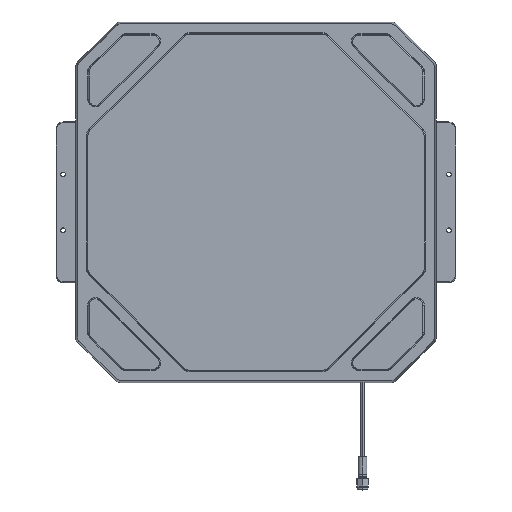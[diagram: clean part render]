
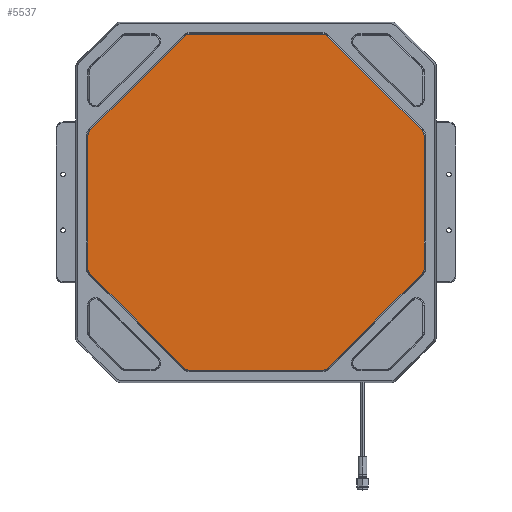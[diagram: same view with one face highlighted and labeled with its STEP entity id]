
A CAD part, top view. The second image highlights one B-rep face of the part: STEP entity #5537.
In plain terms, the highlighted planar face has unit normal (0, 0, 1).
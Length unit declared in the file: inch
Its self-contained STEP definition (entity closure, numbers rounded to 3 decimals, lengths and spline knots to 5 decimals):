
#79 = ORIENTED_EDGE ( 'NONE', *, *, #55841, .T. ) ;
#1255 = CARTESIAN_POINT ( 'NONE',  ( 1.88697, 4.7327, 0. ) ) ;
#4131 = VECTOR ( 'NONE', #5020, 39.37008 ) ;
#5020 = DIRECTION ( 'NONE',  ( -0.707, 0.707, 0. ) ) ;
#5537 = ADVANCED_FACE ( 'NONE', ( #60545 ), #161590, .T. ) ;
#5576 = VECTOR ( 'NONE', #41800, 39.37008 ) ;
#5687 = CARTESIAN_POINT ( 'NONE',  ( 1.88697, -4.55554, 0. ) ) ;
#8307 = EDGE_CURVE ( 'NONE', #127377, #47428, #77940, .T. ) ;
#9471 = LINE ( 'NONE', #85316, #85076 ) ;
#9946 = CARTESIAN_POINT ( 'NONE',  ( -4.68081, -2.01224, 0. ) ) ;
#13472 = CIRCLE ( 'NONE', #99584, 0.17717 ) ;
#13908 = AXIS2_PLACEMENT_3D ( 'NONE', #5687, #109362, #135427 ) ;
#16033 = EDGE_CURVE ( 'NONE', #80131, #24291, #17971, .T. ) ;
#17971 = CIRCLE ( 'NONE', #160428, 0.17717 ) ;
#18486 = CARTESIAN_POINT ( 'NONE',  ( 4.68081, 2.01224, 0. ) ) ;
#20668 = CARTESIAN_POINT ( 'NONE',  ( -2.01224, 4.68081, 0. ) ) ;
#21195 = CARTESIAN_POINT ( 'NONE',  ( 4.55554, 1.88697, 0. ) ) ;
#22467 = DIRECTION ( 'NONE',  ( 0., 1., 0. ) ) ;
#24291 = VERTEX_POINT ( 'NONE', #97059 ) ;
#24418 = CIRCLE ( 'NONE', #51241, 0.17717 ) ;
#25354 = EDGE_LOOP ( 'NONE', ( #127832, #79, #99980, #85117, #103026, #138131, #30089, #150121, #70978, #77986, #97773, #57939, #130735, #159551, #84262, #146023 ) ) ;
#29897 = DIRECTION ( 'NONE',  ( 0., 0., 1. ) ) ;
#30089 = ORIENTED_EDGE ( 'NONE', *, *, #107734, .T. ) ;
#33069 = DIRECTION ( 'NONE',  ( 0., 0., 1. ) ) ;
#36787 = DIRECTION ( 'NONE',  ( 0.707, 0.707, 0. ) ) ;
#36799 = VERTEX_POINT ( 'NONE', #20668 ) ;
#38756 = DIRECTION ( 'NONE',  ( -0.707, -0.707, 0. ) ) ;
#40899 = DIRECTION ( 'NONE',  ( 0., 1., 0. ) ) ;
#41800 = DIRECTION ( 'NONE',  ( 0., -1., 0. ) ) ;
#43227 = VERTEX_POINT ( 'NONE', #128461 ) ;
#43864 = AXIS2_PLACEMENT_3D ( 'NONE', #116973, #105165, #129579 ) ;
#44069 = VERTEX_POINT ( 'NONE', #115334 ) ;
#46466 = CIRCLE ( 'NONE', #43864, 0.17717 ) ;
#47428 = VERTEX_POINT ( 'NONE', #89450 ) ;
#48608 = DIRECTION ( 'NONE',  ( -1., 0., 0. ) ) ;
#50248 = EDGE_CURVE ( 'NONE', #133051, #44069, #112611, .T. ) ;
#50884 = VERTEX_POINT ( 'NONE', #84101 ) ;
#51241 = AXIS2_PLACEMENT_3D ( 'NONE', #83220, #123597, #133800 ) ;
#51386 = EDGE_CURVE ( 'NONE', #24291, #104620, #9471, .T. ) ;
#55841 = EDGE_CURVE ( 'NONE', #95677, #50884, #146853, .T. ) ;
#56071 = DIRECTION ( 'NONE',  ( -0.707, 0.707, 0. ) ) ;
#56368 = EDGE_CURVE ( 'NONE', #47428, #36799, #138942, .T. ) ;
#56940 = CARTESIAN_POINT ( 'NONE',  ( -4.68081, 2.01224, 0. ) ) ;
#57577 = VERTEX_POINT ( 'NONE', #65766 ) ;
#57939 = ORIENTED_EDGE ( 'NONE', *, *, #16033, .T. ) ;
#58120 = AXIS2_PLACEMENT_3D ( 'NONE', #138904, #125390, #58900 ) ;
#58900 = DIRECTION ( 'NONE',  ( 1., 0., 0. ) ) ;
#59986 = DIRECTION ( 'NONE',  ( 1., 0., 0. ) ) ;
#60065 = DIRECTION ( 'NONE',  ( 1., 0., 0. ) ) ;
#60545 = FACE_OUTER_BOUND ( 'NONE', #25354, .T. ) ;
#60868 = AXIS2_PLACEMENT_3D ( 'NONE', #81285, #29897, #40899 ) ;
#61310 = CARTESIAN_POINT ( 'NONE',  ( -4.55554, -1.88697, 0. ) ) ;
#62865 = EDGE_CURVE ( 'NONE', #113226, #91550, #13472, .T. ) ;
#65766 = CARTESIAN_POINT ( 'NONE',  ( -4.7327, 1.88697, 0. ) ) ;
#67753 = DIRECTION ( 'NONE',  ( -1., 0., 0. ) ) ;
#68593 = EDGE_CURVE ( 'NONE', #57577, #113226, #102506, .T. ) ;
#70978 = ORIENTED_EDGE ( 'NONE', *, *, #68593, .T. ) ;
#71985 = EDGE_CURVE ( 'NONE', #44069, #43227, #46466, .T. ) ;
#72577 = DIRECTION ( 'NONE',  ( 0.707, -0.707, 0. ) ) ;
#74240 = AXIS2_PLACEMENT_3D ( 'NONE', #21195, #33069, #59986 ) ;
#77358 = VECTOR ( 'NONE', #67753, 39.37008 ) ;
#77940 = LINE ( 'NONE', #1255, #77358 ) ;
#77986 = ORIENTED_EDGE ( 'NONE', *, *, #62865, .T. ) ;
#80131 = VERTEX_POINT ( 'NONE', #98749 ) ;
#81285 = CARTESIAN_POINT ( 'NONE',  ( -1.88697, 4.55554, 0. ) ) ;
#83220 = CARTESIAN_POINT ( 'NONE',  ( 1.88697, 4.55554, 0. ) ) ;
#84101 = CARTESIAN_POINT ( 'NONE',  ( 4.68081, 2.01224, 0. ) ) ;
#84262 = ORIENTED_EDGE ( 'NONE', *, *, #50248, .T. ) ;
#85076 = VECTOR ( 'NONE', #60065, 39.37008 ) ;
#85117 = ORIENTED_EDGE ( 'NONE', *, *, #127701, .T. ) ;
#85191 = CARTESIAN_POINT ( 'NONE',  ( -4.68081, -2.01224, 0. ) ) ;
#85316 = CARTESIAN_POINT ( 'NONE',  ( -1.88697, -4.7327, 0. ) ) ;
#86503 = CARTESIAN_POINT ( 'NONE',  ( 4.7327, -1.88697, 0. ) ) ;
#89450 = CARTESIAN_POINT ( 'NONE',  ( -1.88697, 4.7327, 0. ) ) ;
#91459 = CARTESIAN_POINT ( 'NONE',  ( 2.01224, 4.68081, 0. ) ) ;
#91550 = VERTEX_POINT ( 'NONE', #9946 ) ;
#94367 = CARTESIAN_POINT ( 'NONE',  ( 2.01224, -4.68081, 0. ) ) ;
#95631 = CARTESIAN_POINT ( 'NONE',  ( -4.55554, 1.88697, 0. ) ) ;
#95677 = VERTEX_POINT ( 'NONE', #146596 ) ;
#95802 = CARTESIAN_POINT ( 'NONE',  ( 1.88697, -4.7327, 0. ) ) ;
#96091 = EDGE_CURVE ( 'NONE', #104620, #133051, #156522, .T. ) ;
#96221 = EDGE_CURVE ( 'NONE', #43227, #95677, #126905, .T. ) ;
#97059 = CARTESIAN_POINT ( 'NONE',  ( -1.88697, -4.7327, 0. ) ) ;
#97773 = ORIENTED_EDGE ( 'NONE', *, *, #104056, .T. ) ;
#98749 = CARTESIAN_POINT ( 'NONE',  ( -2.01224, -4.68081, 0. ) ) ;
#99584 = AXIS2_PLACEMENT_3D ( 'NONE', #61310, #112708, #48608 ) ;
#99980 = ORIENTED_EDGE ( 'NONE', *, *, #151910, .T. ) ;
#102506 = LINE ( 'NONE', #157153, #5576 ) ;
#102817 = VECTOR ( 'NONE', #22467, 39.37008 ) ;
#102963 = CARTESIAN_POINT ( 'NONE',  ( 1.88697, 4.7327, 0. ) ) ;
#103026 = ORIENTED_EDGE ( 'NONE', *, *, #8307, .T. ) ;
#103434 = DIRECTION ( 'NONE',  ( 0., 0., 1. ) ) ;
#104056 = EDGE_CURVE ( 'NONE', #91550, #80131, #161806, .T. ) ;
#104620 = VERTEX_POINT ( 'NONE', #95802 ) ;
#105165 = DIRECTION ( 'NONE',  ( 0., 0., 1. ) ) ;
#107734 = EDGE_CURVE ( 'NONE', #36799, #130566, #139037, .T. ) ;
#109177 = AXIS2_PLACEMENT_3D ( 'NONE', #95631, #147011, #56071 ) ;
#109362 = DIRECTION ( 'NONE',  ( 0., 0., 1. ) ) ;
#111116 = EDGE_CURVE ( 'NONE', #130566, #57577, #125226, .T. ) ;
#112611 = LINE ( 'NONE', #153826, #146789 ) ;
#112708 = DIRECTION ( 'NONE',  ( 0., 0., 1. ) ) ;
#113226 = VERTEX_POINT ( 'NONE', #124750 ) ;
#115334 = CARTESIAN_POINT ( 'NONE',  ( 4.68081, -2.01224, 0. ) ) ;
#116973 = CARTESIAN_POINT ( 'NONE',  ( 4.55554, -1.88697, 0. ) ) ;
#119369 = CARTESIAN_POINT ( 'NONE',  ( -1.88697, -4.55554, 0. ) ) ;
#120460 = LINE ( 'NONE', #18486, #4131 ) ;
#123597 = DIRECTION ( 'NONE',  ( 0., 0., 1. ) ) ;
#124504 = VECTOR ( 'NONE', #38756, 39.37008 ) ;
#124750 = CARTESIAN_POINT ( 'NONE',  ( -4.7327, -1.88697, 0. ) ) ;
#125226 = CIRCLE ( 'NONE', #109177, 0.17717 ) ;
#125390 = DIRECTION ( 'NONE',  ( 0., 0., 1. ) ) ;
#126905 = LINE ( 'NONE', #86503, #102817 ) ;
#127063 = VECTOR ( 'NONE', #72577, 39.37008 ) ;
#127377 = VERTEX_POINT ( 'NONE', #102963 ) ;
#127701 = EDGE_CURVE ( 'NONE', #137555, #127377, #24418, .T. ) ;
#127832 = ORIENTED_EDGE ( 'NONE', *, *, #96221, .T. ) ;
#128461 = CARTESIAN_POINT ( 'NONE',  ( 4.7327, -1.88697, 0. ) ) ;
#129579 = DIRECTION ( 'NONE',  ( 0.707, -0.707, 0. ) ) ;
#130566 = VERTEX_POINT ( 'NONE', #56940 ) ;
#130735 = ORIENTED_EDGE ( 'NONE', *, *, #51386, .T. ) ;
#133051 = VERTEX_POINT ( 'NONE', #94367 ) ;
#133800 = DIRECTION ( 'NONE',  ( 0.707, 0.707, 0. ) ) ;
#135427 = DIRECTION ( 'NONE',  ( 0., -1., 0. ) ) ;
#137555 = VERTEX_POINT ( 'NONE', #91459 ) ;
#138131 = ORIENTED_EDGE ( 'NONE', *, *, #56368, .T. ) ;
#138904 = CARTESIAN_POINT ( 'NONE',  ( 0., 0., 0. ) ) ;
#138942 = CIRCLE ( 'NONE', #60868, 0.17717 ) ;
#139037 = LINE ( 'NONE', #139849, #124504 ) ;
#139849 = CARTESIAN_POINT ( 'NONE',  ( -2.01224, 4.68081, 0. ) ) ;
#146023 = ORIENTED_EDGE ( 'NONE', *, *, #71985, .T. ) ;
#146596 = CARTESIAN_POINT ( 'NONE',  ( 4.7327, 1.88697, 0. ) ) ;
#146789 = VECTOR ( 'NONE', #36787, 39.37008 ) ;
#146853 = CIRCLE ( 'NONE', #74240, 0.17717 ) ;
#147011 = DIRECTION ( 'NONE',  ( 0., 0., 1. ) ) ;
#150121 = ORIENTED_EDGE ( 'NONE', *, *, #111116, .T. ) ;
#151910 = EDGE_CURVE ( 'NONE', #50884, #137555, #120460, .T. ) ;
#153826 = CARTESIAN_POINT ( 'NONE',  ( 2.01224, -4.68081, 0. ) ) ;
#156522 = CIRCLE ( 'NONE', #13908, 0.17717 ) ;
#157153 = CARTESIAN_POINT ( 'NONE',  ( -4.7327, 1.88697, 0. ) ) ;
#158077 = DIRECTION ( 'NONE',  ( -0.707, -0.707, 0. ) ) ;
#159551 = ORIENTED_EDGE ( 'NONE', *, *, #96091, .T. ) ;
#160428 = AXIS2_PLACEMENT_3D ( 'NONE', #119369, #103434, #158077 ) ;
#161590 = PLANE ( 'NONE',  #58120 ) ;
#161806 = LINE ( 'NONE', #85191, #127063 ) ;
